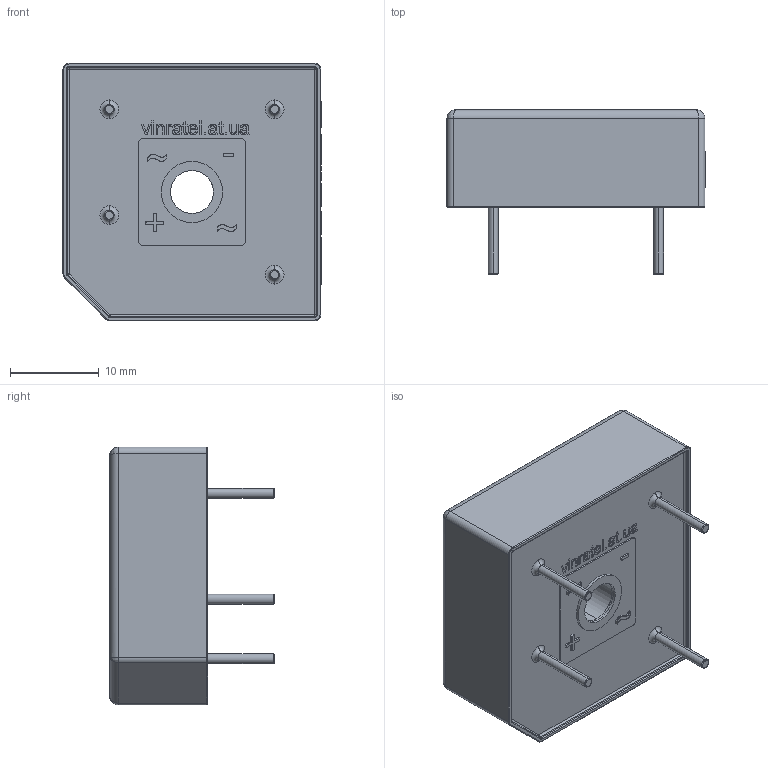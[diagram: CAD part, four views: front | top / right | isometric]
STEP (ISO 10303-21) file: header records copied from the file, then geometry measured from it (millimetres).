
FILE_DESCRIPTION (( 'STEP AP214' ), '1' );
FILE_NAME ('BR-25W.STEP', '2015-12-20T10:20:33', ( 'user' ), ( 'MICROSOFT' ), 'SwSTEP 2.0', 'SolidWorks 2015', '' );
FILE_SCHEMA (( 'AUTOMOTIVE_DESIGN' ));
Length unit declared in the file: millimetre
Products named in the file (1): BR-25W
Bounding box: 29.01 x 18.5 x 29 mm (x, y, z)
Volume: 8565.6 mm3; surface area: 3130.5 mm2
Topology: 1 solids, 1 shells, 483 faces, 1229 edges, 783 vertices
Faces by surface type: plane 212, bspline 168, cylinder 70, torus 33
Entity records: 26459 total; most frequent: CARTESIAN_POINT 10635, ORIENTED_EDGE 2448, DIRECTION 1639, EDGE_CURVE 1224, VERTEX_POINT 783, LINE 729, VECTOR 729, EDGE_LOOP 525
